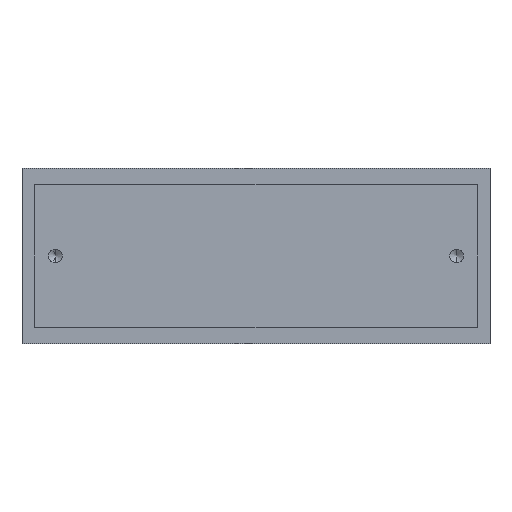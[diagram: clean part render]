
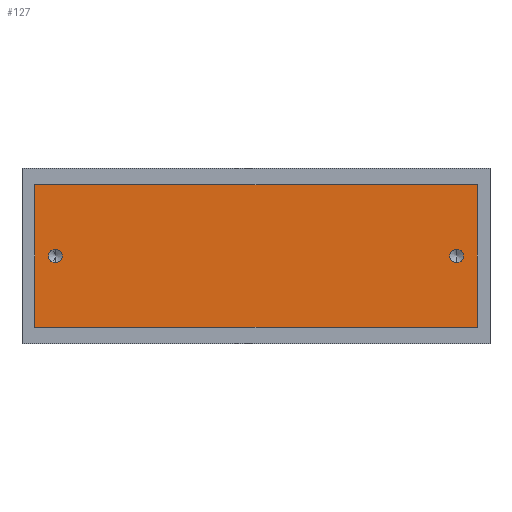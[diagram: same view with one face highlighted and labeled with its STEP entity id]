
A CAD part, front view. The second image highlights one B-rep face of the part: STEP entity #127.
In plain terms, the highlighted planar face has unit normal (0, -1, 0).
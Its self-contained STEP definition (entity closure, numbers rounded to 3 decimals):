
#13 = ORIENTED_EDGE ( 'NONE', *, *, #717, .F. ) ;
#34 = ORIENTED_EDGE ( 'NONE', *, *, #334, .F. ) ;
#36 = DIRECTION ( 'NONE',  ( 0., 1., 0. ) ) ;
#46 = VECTOR ( 'NONE', #817, 1000. ) ;
#64 = EDGE_CURVE ( 'NONE', #208, #893, #308, .T. ) ;
#67 = EDGE_CURVE ( 'NONE', #593, #854, #1012, .T. ) ;
#81 = CARTESIAN_POINT ( 'NONE',  ( -53., 0., -17. ) ) ;
#105 = VERTEX_POINT ( 'NONE', #600 ) ;
#112 = FACE_OUTER_BOUND ( 'NONE', #602, .T. ) ;
#120 = AXIS2_PLACEMENT_3D ( 'NONE', #301, #1020, #223 ) ;
#124 = DIRECTION ( 'NONE',  ( 0., 0., -1. ) ) ;
#127 = ADVANCED_FACE ( 'NONE', ( #193, #526, #112 ), #447, .F. ) ;
#132 = CARTESIAN_POINT ( 'NONE',  ( 48., 0., 0. ) ) ;
#172 = CIRCLE ( 'NONE', #120, 1.65 ) ;
#177 = EDGE_LOOP ( 'NONE', ( #13, #732 ) ) ;
#188 = CARTESIAN_POINT ( 'NONE',  ( 53., 0., 17. ) ) ;
#193 = FACE_BOUND ( 'NONE', #177, .T. ) ;
#208 = VERTEX_POINT ( 'NONE', #235 ) ;
#216 = EDGE_CURVE ( 'NONE', #820, #424, #701, .T. ) ;
#223 = DIRECTION ( 'NONE',  ( 0., 0., -1. ) ) ;
#235 = CARTESIAN_POINT ( 'NONE',  ( 48., 0., 1.65 ) ) ;
#237 = LINE ( 'NONE', #882, #1010 ) ;
#246 = CARTESIAN_POINT ( 'NONE',  ( -53., 0., -17. ) ) ;
#251 = ORIENTED_EDGE ( 'NONE', *, *, #512, .F. ) ;
#300 = CARTESIAN_POINT ( 'NONE',  ( -48., 0., 0. ) ) ;
#301 = CARTESIAN_POINT ( 'NONE',  ( -48., 0., 0. ) ) ;
#303 = CARTESIAN_POINT ( 'NONE',  ( -53., 0., -17. ) ) ;
#308 = CIRCLE ( 'NONE', #577, 1.65 ) ;
#334 = EDGE_CURVE ( 'NONE', #744, #105, #913, .T. ) ;
#349 = CIRCLE ( 'NONE', #490, 1.65 ) ;
#367 = ORIENTED_EDGE ( 'NONE', *, *, #555, .F. ) ;
#369 = DIRECTION ( 'NONE',  ( 0., 0., 1. ) ) ;
#374 = ORIENTED_EDGE ( 'NONE', *, *, #67, .F. ) ;
#382 = CARTESIAN_POINT ( 'NONE',  ( 48., 0., 0. ) ) ;
#410 = DIRECTION ( 'NONE',  ( 1., 0., 0. ) ) ;
#413 = CARTESIAN_POINT ( 'NONE',  ( 48., 0., -1.65 ) ) ;
#424 = VERTEX_POINT ( 'NONE', #188 ) ;
#447 = PLANE ( 'NONE',  #448 ) ;
#448 = AXIS2_PLACEMENT_3D ( 'NONE', #461, #36, #369 ) ;
#461 = CARTESIAN_POINT ( 'NONE',  ( 0., 0., 0. ) ) ;
#464 = DIRECTION ( 'NONE',  ( 0., -1., 0. ) ) ;
#476 = CARTESIAN_POINT ( 'NONE',  ( -53., 0., 17. ) ) ;
#490 = AXIS2_PLACEMENT_3D ( 'NONE', #382, #684, #124 ) ;
#496 = VECTOR ( 'NONE', #995, 1000. ) ;
#498 = VECTOR ( 'NONE', #410, 1000. ) ;
#512 = EDGE_CURVE ( 'NONE', #424, #593, #237, .T. ) ;
#514 = EDGE_LOOP ( 'NONE', ( #34, #367 ) ) ;
#526 = FACE_BOUND ( 'NONE', #514, .T. ) ;
#555 = EDGE_CURVE ( 'NONE', #105, #744, #172, .T. ) ;
#577 = AXIS2_PLACEMENT_3D ( 'NONE', #132, #607, #690 ) ;
#593 = VERTEX_POINT ( 'NONE', #631 ) ;
#600 = CARTESIAN_POINT ( 'NONE',  ( -48., 0., 1.65 ) ) ;
#601 = AXIS2_PLACEMENT_3D ( 'NONE', #300, #464, #856 ) ;
#602 = EDGE_LOOP ( 'NONE', ( #251, #849, #896, #374 ) ) ;
#607 = DIRECTION ( 'NONE',  ( 0., -1., 0. ) ) ;
#631 = CARTESIAN_POINT ( 'NONE',  ( 53., 0., -17. ) ) ;
#684 = DIRECTION ( 'NONE',  ( 0., -1., 0. ) ) ;
#690 = DIRECTION ( 'NONE',  ( 0., 0., -1. ) ) ;
#701 = LINE ( 'NONE', #873, #498 ) ;
#717 = EDGE_CURVE ( 'NONE', #893, #208, #349, .T. ) ;
#718 = DIRECTION ( 'NONE',  ( 0., 0., -1. ) ) ;
#732 = ORIENTED_EDGE ( 'NONE', *, *, #64, .F. ) ;
#744 = VERTEX_POINT ( 'NONE', #778 ) ;
#778 = CARTESIAN_POINT ( 'NONE',  ( -48., 0., -1.65 ) ) ;
#817 = DIRECTION ( 'NONE',  ( 0., 0., 1. ) ) ;
#820 = VERTEX_POINT ( 'NONE', #476 ) ;
#849 = ORIENTED_EDGE ( 'NONE', *, *, #216, .F. ) ;
#854 = VERTEX_POINT ( 'NONE', #81 ) ;
#856 = DIRECTION ( 'NONE',  ( 0., 0., -1. ) ) ;
#873 = CARTESIAN_POINT ( 'NONE',  ( -53., 0., 17. ) ) ;
#882 = CARTESIAN_POINT ( 'NONE',  ( 53., 0., -17. ) ) ;
#893 = VERTEX_POINT ( 'NONE', #413 ) ;
#896 = ORIENTED_EDGE ( 'NONE', *, *, #997, .F. ) ;
#913 = CIRCLE ( 'NONE', #601, 1.65 ) ;
#959 = LINE ( 'NONE', #246, #46 ) ;
#995 = DIRECTION ( 'NONE',  ( -1., 0., 0. ) ) ;
#997 = EDGE_CURVE ( 'NONE', #854, #820, #959, .T. ) ;
#1010 = VECTOR ( 'NONE', #718, 1000. ) ;
#1012 = LINE ( 'NONE', #303, #496 ) ;
#1020 = DIRECTION ( 'NONE',  ( 0., -1., 0. ) ) ;
